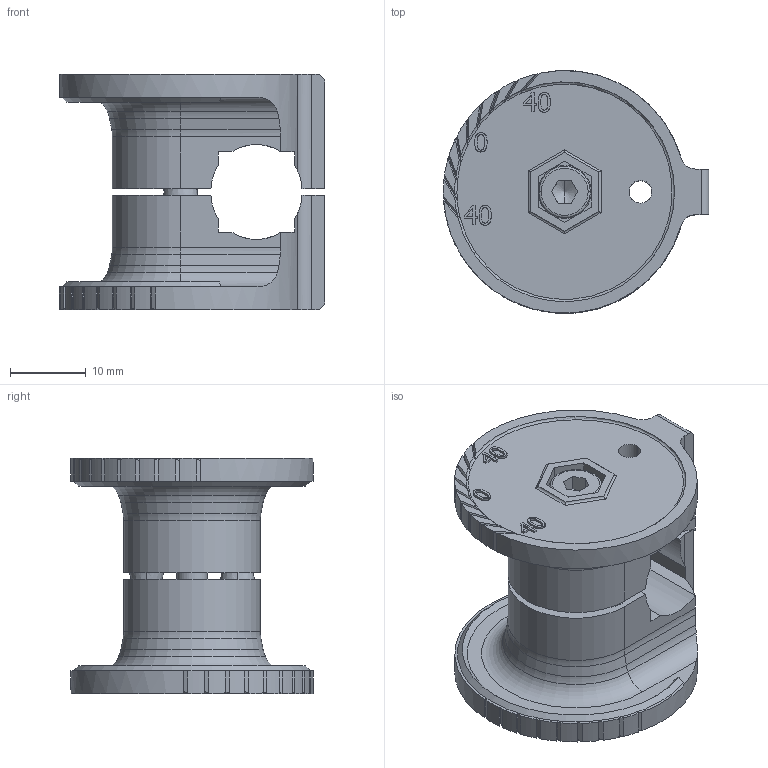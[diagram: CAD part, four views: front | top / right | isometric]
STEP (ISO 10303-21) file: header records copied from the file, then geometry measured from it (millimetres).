
FILE_DESCRIPTION((''),'2;1');
FILE_NAME('211994_ASM','2019-05-29T09:33:12',('pdmadmin'),('BANNER ENGINEERING'),'CREO PARAMETRIC BY PTC INC, 2018300','CREO PARAMETRIC BY PTC INC, 2018300','');
FILE_SCHEMA(('CONFIG_CONTROL_DESIGN'));
Length unit declared in the file: millimetre
Products named in the file (7): VOLUMENK_X_F6RPER2; VOLUMENK_X_F6RPER3; VOLUMENK_X_F6RPER5; VOLUMENK_X_F6RPER6; 2119944_TEST_ASM; 211994_SMBQCM50DT_ASM; 211994_ASM
Assembly tree (6 placements, depth 4):
  211994_ASM
    211994_SMBQCM50DT_ASM
      2119944_TEST_ASM
        VOLUMENK_X_F6RPER2
        VOLUMENK_X_F6RPER3
        VOLUMENK_X_F6RPER5
        VOLUMENK_X_F6RPER6
Bounding box: 35 x 32 x 31 mm (x, y, z)
Volume: 12872.4 mm3; surface area: 7138 mm2
Topology: 4 solids, 4 shells, 441 faces, 1134 edges, 731 vertices
Faces by surface type: plane 237, extrusion 74, cylinder 72, torus 32, cone 26
Entity records: 14954 total; most frequent: CARTESIAN_POINT 4378, ORIENTED_EDGE 2264, DIRECTION 1932, EDGE_CURVE 1132, VERTEX_POINT 731, VECTOR 710, LINE 636, AXIS2_PLACEMENT_3D 611
